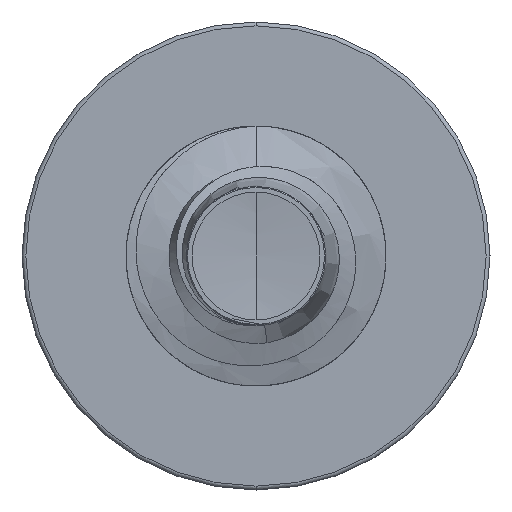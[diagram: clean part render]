
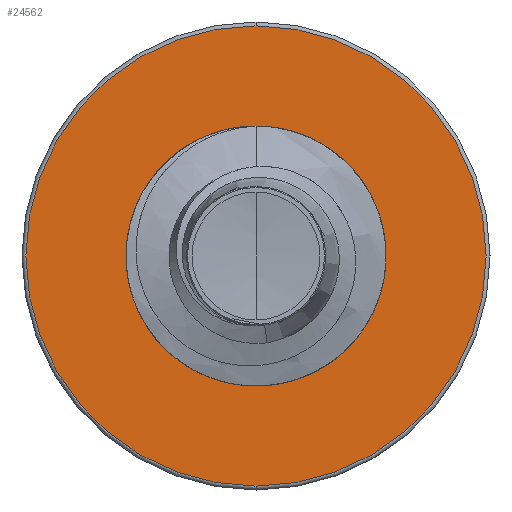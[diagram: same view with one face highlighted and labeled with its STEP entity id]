
A CAD part, front view. The second image highlights one B-rep face of the part: STEP entity #24562.
In plain terms, the highlighted planar face has unit normal (0, -1, 0).
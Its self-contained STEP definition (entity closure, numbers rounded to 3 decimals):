
#500 = CIRCLE ( 'NONE', #15148, 2.842 ) ;
#796 = AXIS2_PLACEMENT_3D ( 'NONE', #21109, #1524, #16062 ) ;
#1524 = DIRECTION ( 'NONE',  ( 0., 1., 0. ) ) ;
#1584 = CARTESIAN_POINT ( 'NONE',  ( 0., 22.5, -2.842 ) ) ;
#1920 = CARTESIAN_POINT ( 'NONE',  ( 0., 22.5, -5.31 ) ) ;
#3398 = AXIS2_PLACEMENT_3D ( 'NONE', #16032, #3727, #17808 ) ;
#3727 = DIRECTION ( 'NONE',  ( 0., 1., 0. ) ) ;
#4180 = CARTESIAN_POINT ( 'NONE',  ( 0., 22.5, 0. ) ) ;
#5041 = FACE_OUTER_BOUND ( 'NONE', #11354, .T. ) ;
#5183 = VERTEX_POINT ( 'NONE', #1920 ) ;
#6414 = DIRECTION ( 'NONE',  ( 0., 0., 1. ) ) ;
#7170 = EDGE_LOOP ( 'NONE', ( #12884, #13398 ) ) ;
#7851 = AXIS2_PLACEMENT_3D ( 'NONE', #12615, #24531, #14586 ) ;
#8421 = AXIS2_PLACEMENT_3D ( 'NONE', #4180, #18150, #6414 ) ;
#9455 = CIRCLE ( 'NONE', #7851, 5.31 ) ;
#11202 = CARTESIAN_POINT ( 'NONE',  ( 0., 22.5, 0. ) ) ;
#11354 = EDGE_LOOP ( 'NONE', ( #12368, #12686 ) ) ;
#12368 = ORIENTED_EDGE ( 'NONE', *, *, #17654, .F. ) ;
#12615 = CARTESIAN_POINT ( 'NONE',  ( 0., 22.5, 0. ) ) ;
#12686 = ORIENTED_EDGE ( 'NONE', *, *, #16353, .F. ) ;
#12884 = ORIENTED_EDGE ( 'NONE', *, *, #23956, .T. ) ;
#13227 = DIRECTION ( 'NONE',  ( 0., 0., 1. ) ) ;
#13398 = ORIENTED_EDGE ( 'NONE', *, *, #19645, .T. ) ;
#14237 = PLANE ( 'NONE',  #796 ) ;
#14586 = DIRECTION ( 'NONE',  ( 0., 0., 1. ) ) ;
#15148 = AXIS2_PLACEMENT_3D ( 'NONE', #11202, #23457, #13227 ) ;
#16032 = CARTESIAN_POINT ( 'NONE',  ( 0., 22.5, 0. ) ) ;
#16062 = DIRECTION ( 'NONE',  ( 0., 0., 1. ) ) ;
#16353 = EDGE_CURVE ( 'NONE', #5183, #21094, #24641, .T. ) ;
#17654 = EDGE_CURVE ( 'NONE', #21094, #5183, #9455, .T. ) ;
#17808 = DIRECTION ( 'NONE',  ( 0., 0., 1. ) ) ;
#18150 = DIRECTION ( 'NONE',  ( 0., 1., 0. ) ) ;
#18656 = CIRCLE ( 'NONE', #3398, 2.842 ) ;
#19004 = CARTESIAN_POINT ( 'NONE',  ( 0., 22.5, 5.31 ) ) ;
#19286 = CARTESIAN_POINT ( 'NONE',  ( 0., 22.5, 2.842 ) ) ;
#19645 = EDGE_CURVE ( 'NONE', #21975, #21647, #18656, .T. ) ;
#19939 = FACE_BOUND ( 'NONE', #7170, .T. ) ;
#21094 = VERTEX_POINT ( 'NONE', #19004 ) ;
#21109 = CARTESIAN_POINT ( 'NONE',  ( 0., 22.5, -2.842 ) ) ;
#21647 = VERTEX_POINT ( 'NONE', #19286 ) ;
#21975 = VERTEX_POINT ( 'NONE', #1584 ) ;
#23457 = DIRECTION ( 'NONE',  ( 0., 1., 0. ) ) ;
#23956 = EDGE_CURVE ( 'NONE', #21647, #21975, #500, .T. ) ;
#24531 = DIRECTION ( 'NONE',  ( 0., 1., 0. ) ) ;
#24562 = ADVANCED_FACE ( 'NONE', ( #5041, #19939 ), #14237, .F. ) ;
#24641 = CIRCLE ( 'NONE', #8421, 5.31 ) ;
